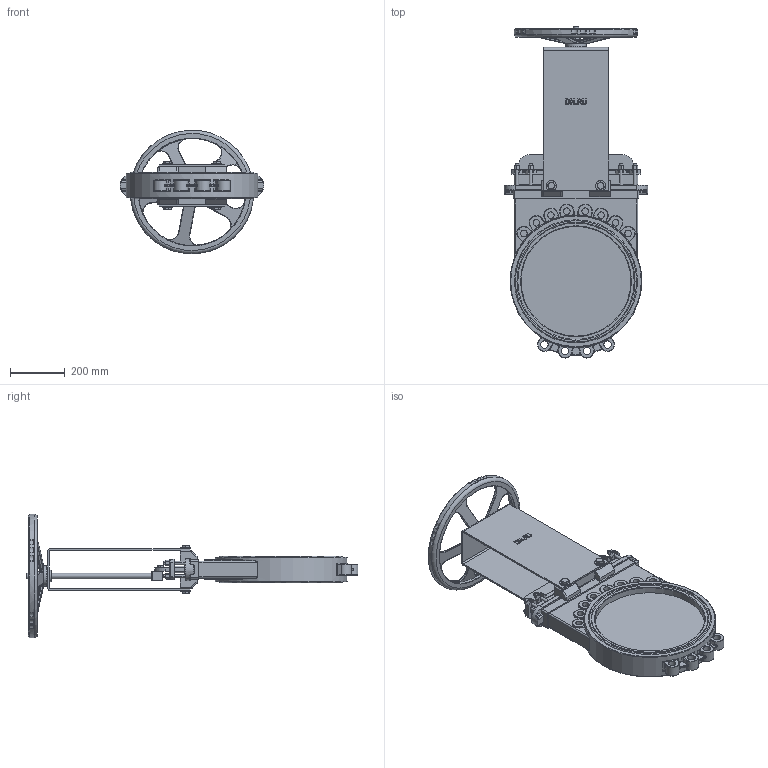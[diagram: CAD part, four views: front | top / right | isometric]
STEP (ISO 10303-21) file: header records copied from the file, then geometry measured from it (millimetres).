
FILE_DESCRIPTION(/* description */ (''),/* implementation_level */ '2;1');
FILE_NAME(/* name */ 'DN400_3D_STEP.stp',/* time_stamp */ '2025-09-04T16:24:20+03:00',/* author */ ('igorr'),/* organization */ (''),/* preprocessor_version */ 'ST-DEVELOPER v20',/* originating_system */ 'Autodesk Inventor 2025',/* authorisation */ '');
FILE_SCHEMA (('AUTOMOTIVE_DESIGN { 1 0 10303 214 3 1 1 }'));
Products named in the file (10): Сборка1; Деталь1; Деталь2; ANSI B18.2.4.2M - M20x2,5; Деталь 2; AS 1110 - M12 x 20; DIN 126 - 13,5; ANSI B18.2.4.2M - M12x1,75; DIN 126 - 22; AS 1110 - M16 x 25
Assembly tree (31 placements, depth 2):
  Сборка1
    Деталь1
    AS 1110 - M12 x 20  x3
    Деталь2
    ANSI B18.2.4.2M - M20x2,5
    Деталь 2
    DIN 126 - 13,5  x8
    ANSI B18.2.4.2M - M12x1,75  x8
    DIN 126 - 22  x4
    AS 1110 - M16 x 25  x4
Bounding box: 522.77 x 1209.44 x 449.86 mm (x, y, z)
Volume: 20604216.8 mm3; surface area: 1950327.5 mm2
Topology: 32 solids, 32 shells, 2376 faces, 5625 edges, 3289 vertices
Faces by surface type: plane 744, cylinder 685, torus 359, bspline 270, cone 184, sphere 134
Full cylindrical faces by diameter (mm): 8 x2, 10.106 x8, 12 x3, 13.5 x8, 16 x4, 17.294 x1, 18 x3, 20 x8, 21 x1, 22 x4, 24 x28, 27 x4, 27.9 x1, 37 x4, 41 x1, 75 x1, 390 x1, 400 x2, 402 x1, 438 x1, 450 x1, 480 x1
Entity records: 72245 total; most frequent: CARTESIAN_POINT 22899, DIRECTION 10057, ORIENTED_EDGE 9818, EDGE_CURVE 4909, AXIS2_PLACEMENT_3D 4047, VERTEX_POINT 2896, EDGE_LOOP 2157, CIRCLE 2125
